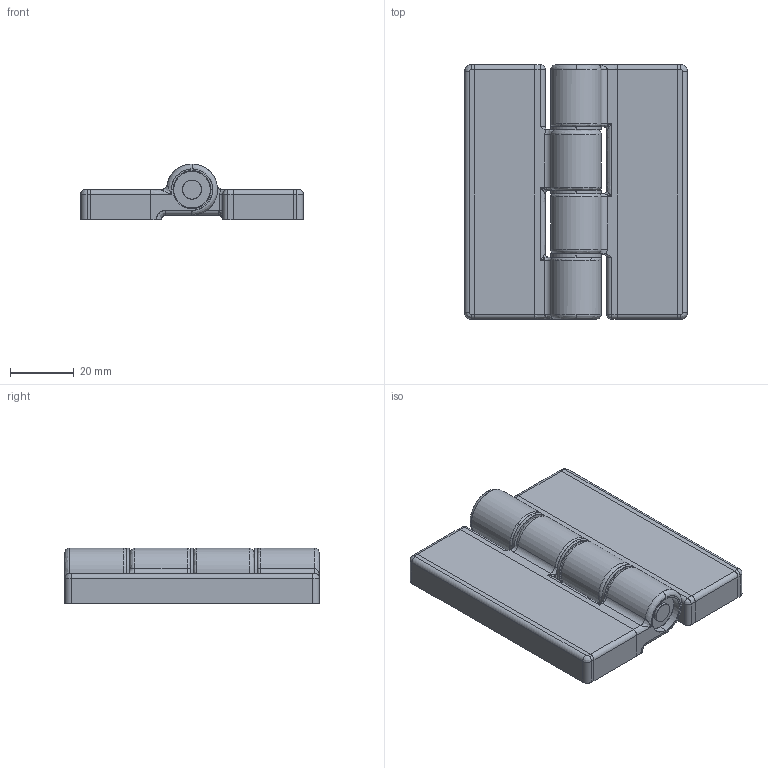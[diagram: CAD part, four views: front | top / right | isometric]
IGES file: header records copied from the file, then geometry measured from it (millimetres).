
Start section: SolidWorks IGES file using analytic representation for surfaces
Global section: file name: B-178-3.IGS; native system: SolidWorks 2018; preprocessor: SolidWorks 2018; author: 1337yo; date: 200730.141959; units: millimetre
Bounding box: 70 x 80 x 17.5 mm (x, y, z)
Surface area: 31785.5 mm2 (no closed solid volume)
Topology: 0 solids, 0 shells, 278 faces, 3486 edges, 3468 vertices
Faces by surface type: bspline 166, revolution 112
